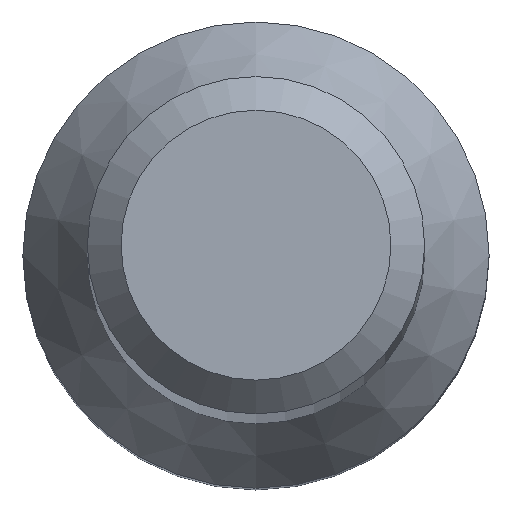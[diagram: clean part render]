
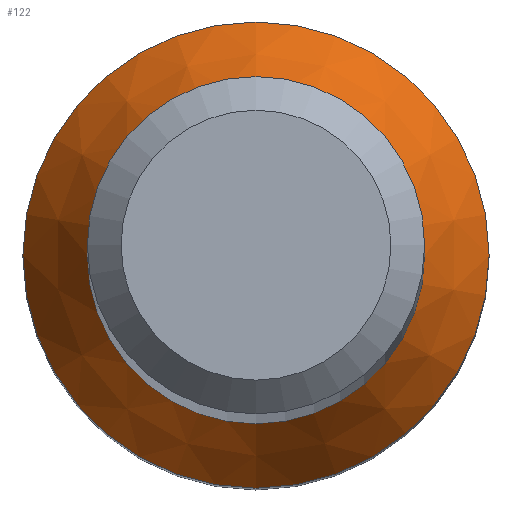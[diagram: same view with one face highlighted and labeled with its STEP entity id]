
A CAD part, top view. The second image highlights one B-rep face of the part: STEP entity #122.
In plain terms, the highlighted conical face has half-angle 30 degrees and reference radius 2.764 mm.
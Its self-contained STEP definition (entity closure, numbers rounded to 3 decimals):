
#3 = AXIS2_PLACEMENT_3D ( 'NONE', #199, #126, #108 ) ;
#34 = FACE_OUTER_BOUND ( 'NONE', #107, .T. ) ;
#41 = CARTESIAN_POINT ( 'NONE',  ( 0., 2.764, 12.669 ) ) ;
#43 = CARTESIAN_POINT ( 'NONE',  ( 0., 2., 13.992 ) ) ;
#76 = DIRECTION ( 'NONE',  ( 0., 1., 0. ) ) ;
#107 = EDGE_LOOP ( 'NONE', ( #224 ) ) ;
#108 = DIRECTION ( 'NONE',  ( 0., 1., 0. ) ) ;
#115 = CONICAL_SURFACE ( 'NONE', #3, 2.764, 0.524 ) ;
#118 = EDGE_LOOP ( 'NONE', ( #212 ) ) ;
#122 = ADVANCED_FACE ( 'NONE', ( #143, #34 ), #115, .T. ) ;
#126 = DIRECTION ( 'NONE',  ( 0., 0., -1. ) ) ;
#130 = AXIS2_PLACEMENT_3D ( 'NONE', #223, #207, #76 ) ;
#134 = VERTEX_POINT ( 'NONE', #43 ) ;
#143 = FACE_BOUND ( 'NONE', #118, .T. ) ;
#151 = DIRECTION ( 'NONE',  ( 0., 0., -1. ) ) ;
#171 = DIRECTION ( 'NONE',  ( 0., 1., 0. ) ) ;
#172 = VERTEX_POINT ( 'NONE', #41 ) ;
#174 = CIRCLE ( 'NONE', #130, 2.764 ) ;
#179 = CIRCLE ( 'NONE', #234, 2. ) ;
#190 = CARTESIAN_POINT ( 'NONE',  ( 0., 0., 13.992 ) ) ;
#199 = CARTESIAN_POINT ( 'NONE',  ( 0., 0., 12.669 ) ) ;
#207 = DIRECTION ( 'NONE',  ( 0., 0., -1. ) ) ;
#212 = ORIENTED_EDGE ( 'NONE', *, *, #232, .T. ) ;
#223 = CARTESIAN_POINT ( 'NONE',  ( 0., 0., 12.669 ) ) ;
#224 = ORIENTED_EDGE ( 'NONE', *, *, #229, .F. ) ;
#229 = EDGE_CURVE ( 'NONE', #172, #172, #174, .T. ) ;
#232 = EDGE_CURVE ( 'NONE', #134, #134, #179, .T. ) ;
#234 = AXIS2_PLACEMENT_3D ( 'NONE', #190, #151, #171 ) ;
